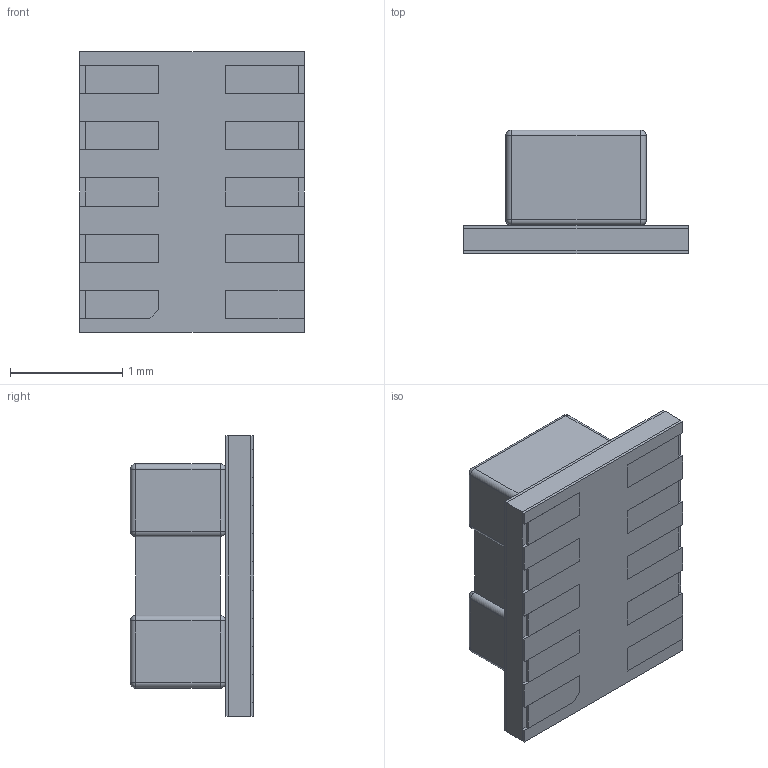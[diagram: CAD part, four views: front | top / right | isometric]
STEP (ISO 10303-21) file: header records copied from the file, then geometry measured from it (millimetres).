
FILE_DESCRIPTION (( 'STEP AP214' ), '1' );
FILE_NAME ('XPSM82821SILR.STEP', '2021-04-04T01:48:17', ( '' ), ( '' ), 'SwSTEP 2.0', 'SolidWorks 2017', '' );
FILE_SCHEMA (( 'AUTOMOTIVE_DESIGN' ));
Length unit declared in the file: millimetre
Products named in the file (1): XPSM82821SILR
Bounding box: 2 x 1.1 x 2.5 mm (x, y, z)
Volume: 3.2 mm3; surface area: 35 mm2
Topology: 16 solids, 16 shells, 212 faces, 482 edges, 288 vertices
Faces by surface type: plane 168, cylinder 28, sphere 16
Entity records: 5835 total; most frequent: CARTESIAN_POINT 967, DIRECTION 948, ORIENTED_EDGE 932, EDGE_CURVE 466, VECTOR 410, LINE 410, VERTEX_POINT 288, AXIS2_PLACEMENT_3D 269
